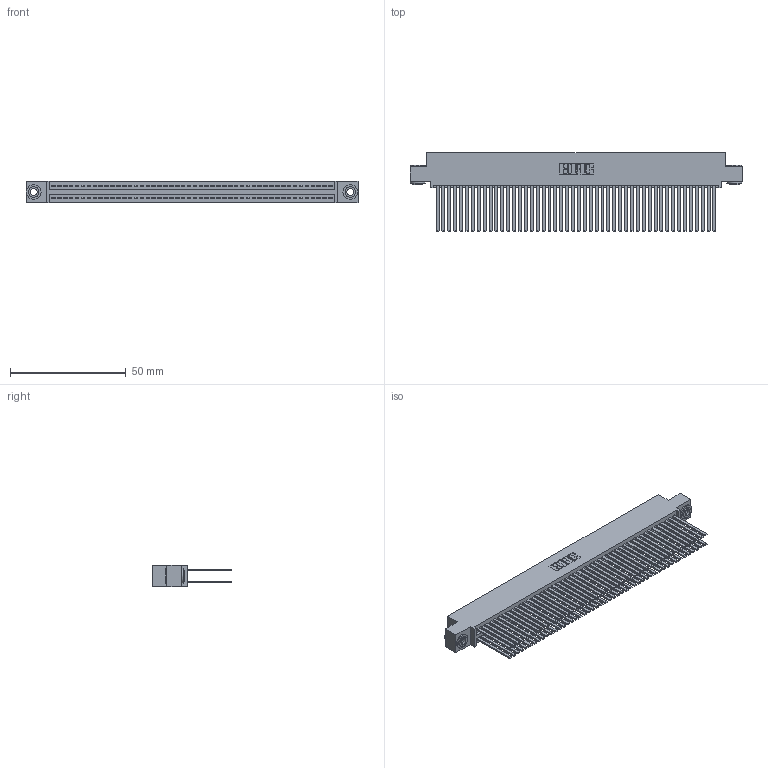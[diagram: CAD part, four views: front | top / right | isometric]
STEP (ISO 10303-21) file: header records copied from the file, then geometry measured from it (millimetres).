
FILE_DESCRIPTION (( 'STEP AP203' ), '1' );
FILE_NAME ('395-096-544-503.STEP', '2019-10-26T01:13:45', ( '' ), ( '' ), 'SwSTEP 2.0', 'SolidWorks 2016', '' );
FILE_SCHEMA (( 'CONFIG_CONTROL_DESIGN' ));
Length unit declared in the file: inch
Products named in the file (4): 395-096-544-503; 345 Part_0.110 Offset - 0.156 Dia-TH; 345-292-001_345-293-144; 345-250-002_345-250-002-102
Assembly tree (99 placements, depth 2):
  395-096-544-503
    345 Part_0.110 Offset - 0.156 Dia-TH
    345-292-001_345-293-144  x96
    345-250-002_345-250-002-102  x2
Bounding box: 143.13 x 33.96 x 9.4 mm (x, y, z)
Volume: 15251.2 mm3; surface area: 26902 mm2
Topology: 99 solids, 99 shells, 4392 faces, 13005 edges, 8538 vertices
Faces by surface type: plane 2878, cylinder 1506, cone 8
Entity records: 37452 total; most frequent: CARTESIAN_POINT 6247, ORIENTED_EDGE 6174, DIRECTION 5529, EDGE_CURVE 3087, LINE 2743, VECTOR 2743, VERTEX_POINT 2054, AXIS2_PLACEMENT_3D 1393
